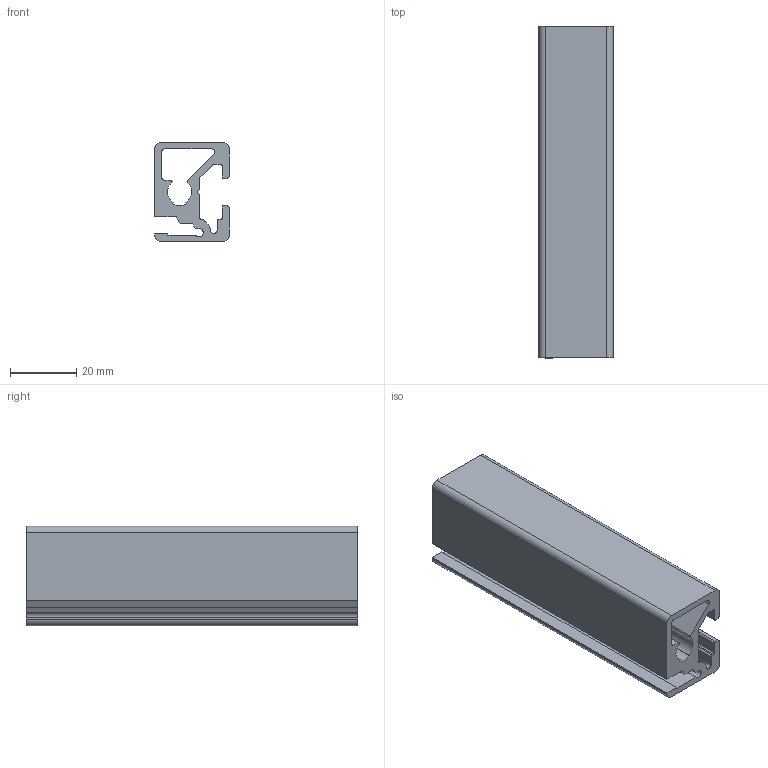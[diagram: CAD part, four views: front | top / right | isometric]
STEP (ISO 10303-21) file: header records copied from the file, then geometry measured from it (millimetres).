
FILE_DESCRIPTION( ( 'Unknown' ), '1' );
FILE_NAME( '6118030', 'Unknown', ( 'Unknown' ), ( 'JUGARD+KÜNSTNER GmbH' ), 'XStep 1.0', 'Unknown', ' ' );
FILE_SCHEMA( ( 'automotive_design' ) );
Length unit declared in the file: millimetre
Products named in the file (1): 1
Bounding box: 22.5 x 100 x 30 mm (x, y, z)
Volume: 31545.9 mm3; surface area: 23468.2 mm2
Topology: 1 solids, 1 shells, 71 faces, 207 edges, 138 vertices
Faces by surface type: plane 39, cylinder 32
Entity records: 2953 total; most frequent: CARTESIAN_POINT 417, DIRECTION 415, ORIENTED_EDGE 414, EDGE_CURVE 207, LINE 143, VECTOR 143, VERTEX_POINT 138, AXIS2_PLACEMENT_3D 136
